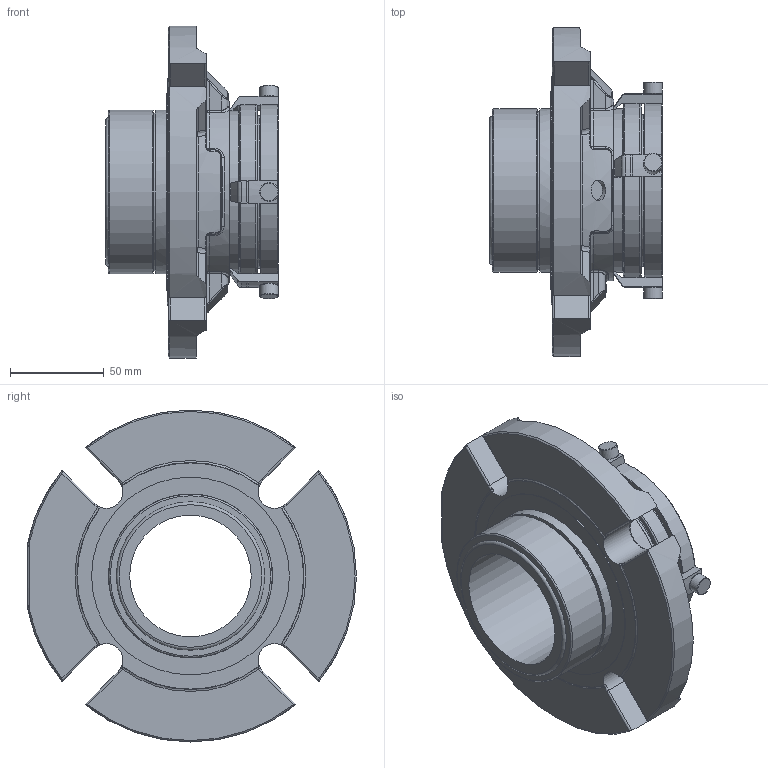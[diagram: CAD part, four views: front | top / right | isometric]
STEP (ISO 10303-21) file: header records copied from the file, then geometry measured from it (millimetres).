
FILE_DESCRIPTION(/* description */ ('Unknown'),/* implementation_level */ '2;1');
FILE_NAME(/* name */ '65mm',/* time_stamp */ '2023-02-06T15:51:25+00:00',/* author */ ('Unknown'),/* organization */ ('Unknown'),/* preprocessor_version */ 'ST-DEVELOPER v16.7',/* originating_system */ 'Solid Edge',/* authorisation */ 'Unknown');
FILE_SCHEMA (('AUTOMOTIVE_DESIGN {1 0 10303 214 3 1 1}'));
Length unit declared in the file: millimetre
Products named in the file (1): 65mm
Bounding box: 92.48 x 175.92 x 177.55 mm (x, y, z)
Volume: 607429 mm3; surface area: 101042.9 mm2
Topology: 1 solids, 1 shells, 573 faces, 1457 edges, 918 vertices
Faces by surface type: plane 199, cylinder 153, torus 89, bspline 89, cone 27, sphere 16
Full cylindrical faces by diameter (mm): 3.761 x1, 10 x4, 10.998 x2, 64.999 x1, 79.35 x1, 81.356 x1, 84.277 x1, 87.198 x1, 87.3 x1, 87.63 x1, 93.497 x1, 105.766 x1
Entity records: 20075 total; most frequent: CARTESIAN_POINT 7252, ORIENTED_EDGE 2812, DIRECTION 2407, EDGE_CURVE 1406, AXIS2_PLACEMENT_3D 950, VERTEX_POINT 905, EDGE_LOOP 653, FACE_BOUND 653
